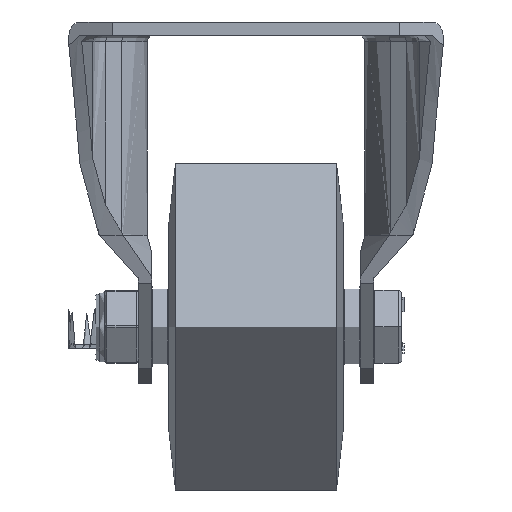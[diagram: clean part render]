
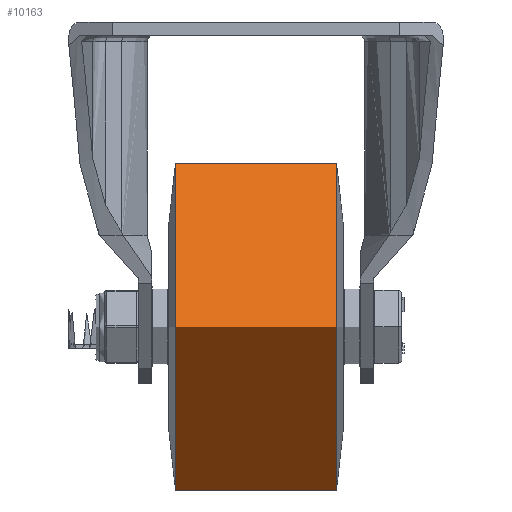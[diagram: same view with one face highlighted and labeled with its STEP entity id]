
A CAD part, left-side view. The second image highlights one B-rep face of the part: STEP entity #10163.
In plain terms, the highlighted cylindrical face has radius 37.5 mm (diameter 75 mm), a full revolution.
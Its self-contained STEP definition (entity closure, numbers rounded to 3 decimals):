
#1299=CYLINDRICAL_SURFACE('',#10972,37.5);
#1471=FACE_OUTER_BOUND('',#2095,.T.);
#2095=EDGE_LOOP('',(#7071,#7072,#7073,#7074));
#2814=LINE('',#14579,#3485);
#3485=VECTOR('',#11958,37.5);
#4155=CIRCLE('',#10970,37.5);
#4157=CIRCLE('',#10973,37.5);
#4543=VERTEX_POINT('',#14572);
#4545=VERTEX_POINT('',#14578);
#5528=EDGE_CURVE('',#4543,#4543,#4155,.T.);
#5531=EDGE_CURVE('',#4543,#4545,#2814,.T.);
#5532=EDGE_CURVE('',#4545,#4545,#4157,.T.);
#7071=ORIENTED_EDGE('',*,*,#5528,.F.);
#7072=ORIENTED_EDGE('',*,*,#5531,.T.);
#7073=ORIENTED_EDGE('',*,*,#5532,.T.);
#7074=ORIENTED_EDGE('',*,*,#5531,.F.);
#10163=ADVANCED_FACE('',(#1471),#1299,.T.);
#10970=AXIS2_PLACEMENT_3D('',#14573,#11951,#11952);
#10972=AXIS2_PLACEMENT_3D('',#14577,#11956,#11957);
#10973=AXIS2_PLACEMENT_3D('',#14580,#11959,#11960);
#11951=DIRECTION('center_axis',(0.,-1.,0.));
#11952=DIRECTION('ref_axis',(0.,0.,1.));
#11956=DIRECTION('center_axis',(0.,-1.,0.));
#11957=DIRECTION('ref_axis',(0.,0.,1.));
#11958=DIRECTION('',(0.,1.,0.));
#11959=DIRECTION('center_axis',(0.,-1.,0.));
#11960=DIRECTION('ref_axis',(0.,0.,1.));
#14572=CARTESIAN_POINT('',(0.,-18.5,-37.5));
#14573=CARTESIAN_POINT('Origin',(0.,-18.5,0.));
#14577=CARTESIAN_POINT('Origin',(0.,0.,0.));
#14578=CARTESIAN_POINT('',(0.,18.5,-37.5));
#14579=CARTESIAN_POINT('',(0.,0.,-37.5));
#14580=CARTESIAN_POINT('Origin',(0.,18.5,0.));
